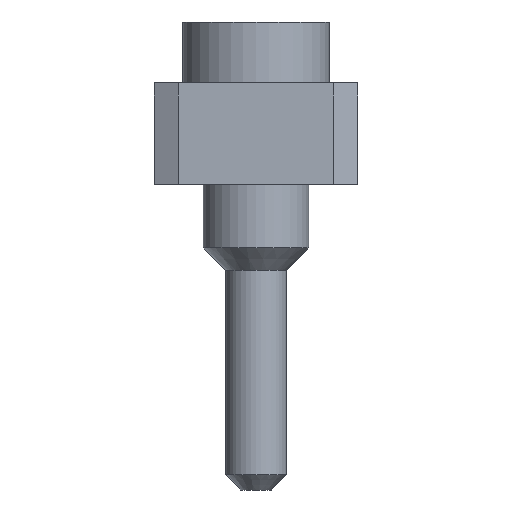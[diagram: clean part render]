
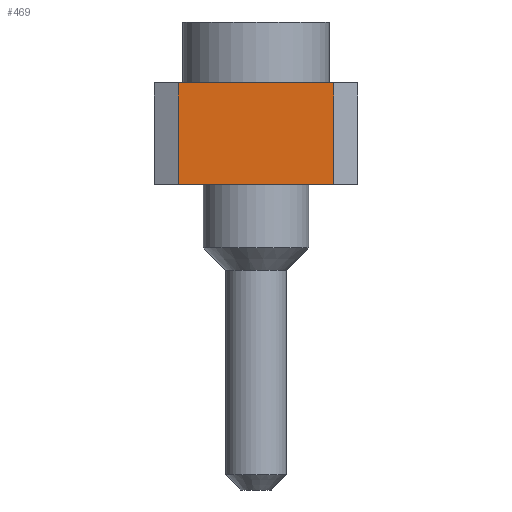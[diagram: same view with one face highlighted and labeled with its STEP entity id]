
A CAD part, left-side view. The second image highlights one B-rep face of the part: STEP entity #469.
In plain terms, the highlighted planar face has unit normal (-1, 0, 0).
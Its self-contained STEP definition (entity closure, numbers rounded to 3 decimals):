
#469=ADVANCED_FACE('',(#951),#953,.T.);
#951=FACE_BOUND('',#952,.T.);
#952=EDGE_LOOP('',(#1367,#1368,#1369,#1370));
#953=PLANE('',#954);
#954=AXIS2_PLACEMENT_3D('',#955,#956,#957);
#955=CARTESIAN_POINT('',(-1.385,0.97,1.07));
#956=DIRECTION('',(-1.,0.,0.));
#957=DIRECTION('',(0.,-1.,0.));
#1367=ORIENTED_EDGE('',*,*,#1460,.T.);
#1368=ORIENTED_EDGE('',*,*,#1531,.T.);
#1369=ORIENTED_EDGE('',*,*,#1480,.F.);
#1370=ORIENTED_EDGE('',*,*,#1532,.F.);
#1460=EDGE_CURVE('',#1611,#1609,#1612,.T.);
#1480=EDGE_CURVE('',#1649,#1651,#1652,.T.);
#1531=EDGE_CURVE('',#1609,#1651,#1726,.T.);
#1532=EDGE_CURVE('',#1611,#1649,#1727,.T.);
#1609=VERTEX_POINT('',#1883);
#1611=VERTEX_POINT('',#1887);
#1612=LINE('',#1888,#1889);
#1649=VERTEX_POINT('',#1969);
#1651=VERTEX_POINT('',#1973);
#1652=LINE('',#1974,#1975);
#1726=LINE('',#2156,#2157);
#1727=LINE('',#2159,#2160);
#1883=CARTESIAN_POINT('',(-1.385,-0.97,1.07));
#1887=CARTESIAN_POINT('',(-1.385,0.97,1.07));
#1888=CARTESIAN_POINT('',(-1.385,0.97,1.07));
#1889=VECTOR('',#1890,1.);
#1890=DIRECTION('',(0.,-1.,0.));
#1969=CARTESIAN_POINT('',(-1.385,0.97,2.34));
#1973=CARTESIAN_POINT('',(-1.385,-0.97,2.34));
#1974=CARTESIAN_POINT('',(-1.385,0.97,2.34));
#1975=VECTOR('',#1976,1.);
#1976=DIRECTION('',(0.,-1.,0.));
#2156=CARTESIAN_POINT('',(-1.385,-0.97,1.07));
#2157=VECTOR('',#2158,1.);
#2158=DIRECTION('',(0.,0.,1.));
#2159=CARTESIAN_POINT('',(-1.385,0.97,1.07));
#2160=VECTOR('',#2161,1.);
#2161=DIRECTION('',(0.,0.,1.));
